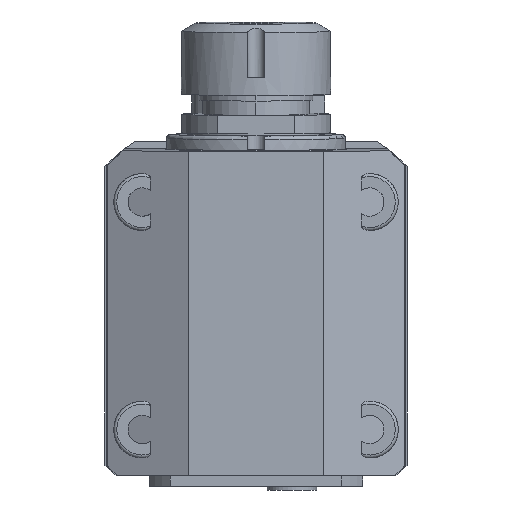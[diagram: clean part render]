
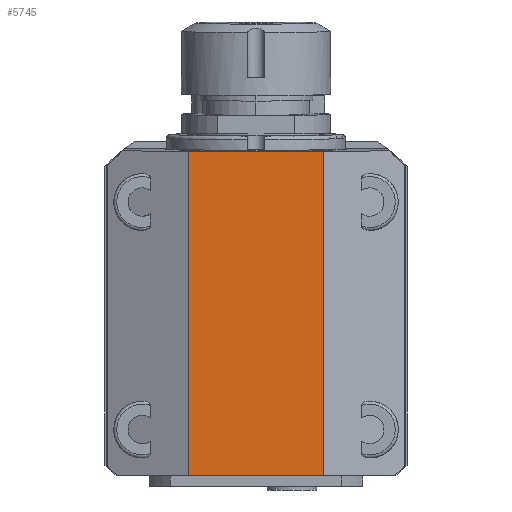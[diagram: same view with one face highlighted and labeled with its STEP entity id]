
A CAD part, left-side view. The second image highlights one B-rep face of the part: STEP entity #5745.
In plain terms, the highlighted planar face has unit normal (-1, 0, 0).
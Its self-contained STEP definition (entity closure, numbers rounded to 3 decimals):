
#584=DIRECTION('',(0.,0.,1.));
#585=VECTOR('',#584,91.251);
#586=CARTESIAN_POINT('',(-89.,19.,-45.));
#587=LINE('',#586,#585);
#588=DIRECTION('',(0.,-1.,0.));
#589=VECTOR('',#588,38.);
#590=CARTESIAN_POINT('',(-89.,19.,46.251));
#591=LINE('',#590,#589);
#592=DIRECTION('',(0.,0.,1.));
#593=VECTOR('',#592,91.251);
#594=CARTESIAN_POINT('',(-89.,-19.,-45.));
#595=LINE('',#594,#593);
#596=DIRECTION('',(0.,1.,0.));
#597=VECTOR('',#596,38.);
#598=CARTESIAN_POINT('',(-89.,-19.,-45.));
#599=LINE('',#598,#597);
#4374=CARTESIAN_POINT('',(-89.,19.,-45.));
#4375=CARTESIAN_POINT('',(-89.,19.,46.251));
#4376=VERTEX_POINT('',#4374);
#4377=VERTEX_POINT('',#4375);
#4378=CARTESIAN_POINT('',(-89.,-19.,-45.));
#4379=CARTESIAN_POINT('',(-89.,-19.,46.251));
#4380=VERTEX_POINT('',#4378);
#4381=VERTEX_POINT('',#4379);
#5733=CARTESIAN_POINT('',(-89.,0.,0.));
#5734=DIRECTION('',(1.,0.,0.));
#5735=DIRECTION('',(0.,1.,0.));
#5736=AXIS2_PLACEMENT_3D('',#5733,#5734,#5735);
#5737=PLANE('',#5736);
#5738=ORIENTED_EDGE('',*,*,#5698,.T.);
#5739=ORIENTED_EDGE('',*,*,#5461,.T.);
#5741=ORIENTED_EDGE('',*,*,#5740,.F.);
#5742=ORIENTED_EDGE('',*,*,#5608,.T.);
#5743=EDGE_LOOP('',(#5738,#5739,#5741,#5742));
#5744=FACE_OUTER_BOUND('',#5743,.F.);
#5745=ADVANCED_FACE('',(#5744),#5737,.F.);
#5461=EDGE_CURVE('',#4377,#4381,#591,.T.);
#5608=EDGE_CURVE('',#4380,#4376,#599,.T.);
#5698=EDGE_CURVE('',#4376,#4377,#587,.T.);
#5740=EDGE_CURVE('',#4380,#4381,#595,.T.);
